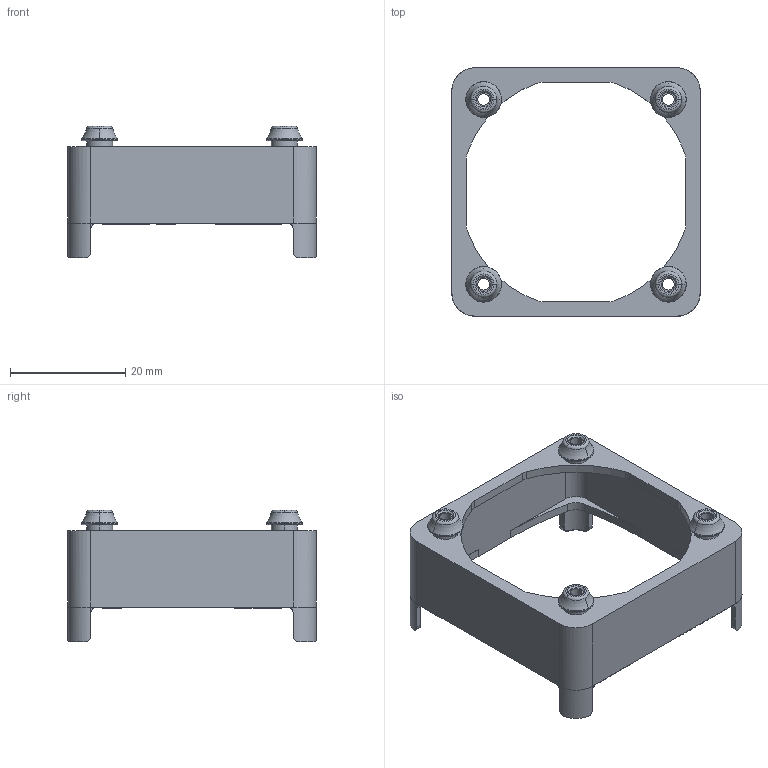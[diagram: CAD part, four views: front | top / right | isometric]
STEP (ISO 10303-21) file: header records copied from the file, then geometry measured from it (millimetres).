
FILE_DESCRIPTION((''),'2;1');
FILE_NAME('LM-40-100-10.stp','2010-02-07T16:26:07',(''),(''),'Mechanical Desktop.R8.0.24.0','Mechanical Desktop.R8.0.24.0',', , ');
FILE_SCHEMA(('CONFIG_CONTROL_DESIGN'));
Length unit declared in the file: millimetre
Products named in the file (2): LM-40-100-10A; LM-40-100-10
Assembly tree (1 placements, depth 2):
  LM-40-100-10A
    LM-40-100-10
Bounding box: 43 x 43 x 22.75 mm (x, y, z)
Volume: 4195.5 mm3; surface area: 6289 mm2
Topology: 1 solids, 1 shells, 1731 faces, 4857 edges, 3210 vertices
Faces by surface type: bspline 1249, plane 306, cylinder 116, torus 36, sphere 16, cone 8
Entity records: 63114 total; most frequent: CARTESIAN_POINT 26849, ORIENTED_EDGE 9682, EDGE_CURVE 4841, DIRECTION 3643, VERTEX_POINT 3210, B_SPLINE_CURVE_WITH_KNOTS 2514, VECTOR 1979, LINE 1979
